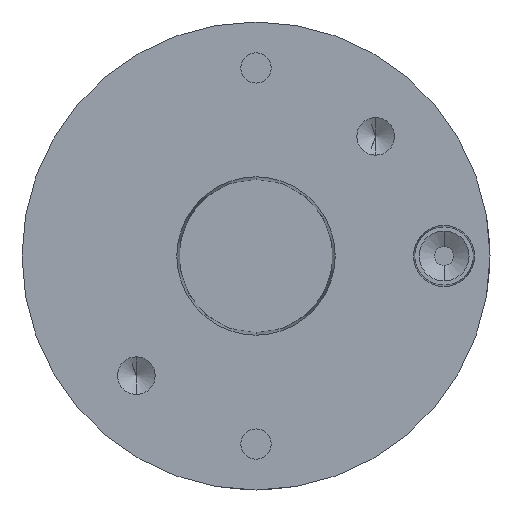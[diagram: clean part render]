
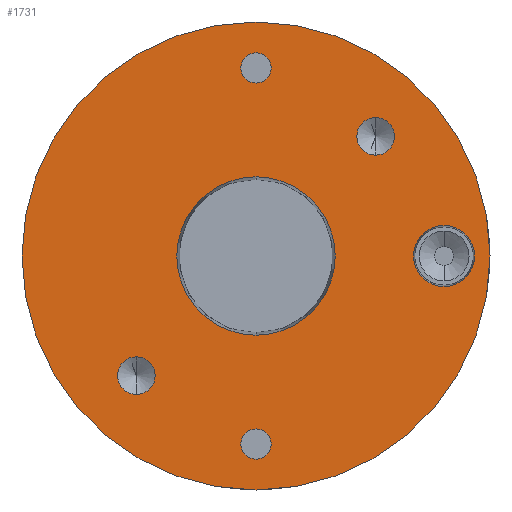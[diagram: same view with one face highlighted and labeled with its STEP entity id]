
A CAD part, front view. The second image highlights one B-rep face of the part: STEP entity #1731.
In plain terms, the highlighted planar face has unit normal (0, -1, 0).
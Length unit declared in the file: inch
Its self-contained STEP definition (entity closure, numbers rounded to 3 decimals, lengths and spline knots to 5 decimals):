
#39 = FACE_BOUND ( 'NONE', #1419, .T. ) ;
#102 = EDGE_CURVE ( 'NONE', #470, #1653, #3130, .T. ) ;
#115 = DIRECTION ( 'NONE',  ( 0., 0., -1. ) ) ;
#173 = EDGE_CURVE ( 'NONE', #2683, #4363, #2529, .T. ) ;
#192 = DIRECTION ( 'NONE',  ( 0., -1., 0. ) ) ;
#246 = AXIS2_PLACEMENT_3D ( 'NONE', #3156, #3989, #3623 ) ;
#249 = DIRECTION ( 'NONE',  ( 0., 0., -1. ) ) ;
#259 = CARTESIAN_POINT ( 'NONE',  ( 0., -1.1875, -1.25 ) ) ;
#279 = FACE_BOUND ( 'NONE', #3276, .T. ) ;
#306 = CIRCLE ( 'NONE', #2866, 0.1005 ) ;
#349 = DIRECTION ( 'NONE',  ( 0., -1., 0. ) ) ;
#376 = AXIS2_PLACEMENT_3D ( 'NONE', #3101, #192, #249 ) ;
#379 = EDGE_CURVE ( 'NONE', #4363, #2683, #1389, .T. ) ;
#413 = DIRECTION ( 'NONE',  ( 0., -1., 0. ) ) ;
#451 = ORIENTED_EDGE ( 'NONE', *, *, #2302, .F. ) ;
#470 = VERTEX_POINT ( 'NONE', #2994 ) ;
#474 = EDGE_CURVE ( 'NONE', #1033, #3708, #2345, .T. ) ;
#629 = PLANE ( 'NONE',  #2028 ) ;
#659 = DIRECTION ( 'NONE',  ( 0., 0., -1. ) ) ;
#662 = EDGE_CURVE ( 'NONE', #2116, #4328, #811, .T. ) ;
#682 = CIRCLE ( 'NONE', #2045, 0.2025 ) ;
#767 = DIRECTION ( 'NONE',  ( 0., 0., -1. ) ) ;
#768 = VERTEX_POINT ( 'NONE', #2241 ) ;
#785 = DIRECTION ( 'NONE',  ( 0., -1., 0. ) ) ;
#788 = DIRECTION ( 'NONE',  ( 0., 0., 1. ) ) ;
#811 = CIRCLE ( 'NONE', #2432, 0.2025 ) ;
#828 = DIRECTION ( 'NONE',  ( 0., 0., -1. ) ) ;
#898 = CARTESIAN_POINT ( 'NONE',  ( 0., -1.1875, 1.3505 ) ) ;
#903 = CIRCLE ( 'NONE', #2091, 1.5555 ) ;
#913 = DIRECTION ( 'NONE',  ( 0., 0., -1. ) ) ;
#927 = CARTESIAN_POINT ( 'NONE',  ( -0.7955, -1.1875, -0.6705 ) ) ;
#1021 = EDGE_CURVE ( 'NONE', #4457, #2737, #2783, .T. ) ;
#1033 = VERTEX_POINT ( 'NONE', #898 ) ;
#1100 = DIRECTION ( 'NONE',  ( 0., -1., 0. ) ) ;
#1153 = EDGE_CURVE ( 'NONE', #3708, #1033, #306, .T. ) ;
#1163 = CARTESIAN_POINT ( 'NONE',  ( 0., -1.1875, -1.5555 ) ) ;
#1179 = CARTESIAN_POINT ( 'NONE',  ( -0.7955, -1.1875, -0.7955 ) ) ;
#1221 = AXIS2_PLACEMENT_3D ( 'NONE', #1357, #1302, #913 ) ;
#1264 = CARTESIAN_POINT ( 'NONE',  ( 0.7955, -1.1875, 0.7955 ) ) ;
#1302 = DIRECTION ( 'NONE',  ( 0., -1., 0. ) ) ;
#1346 = EDGE_CURVE ( 'NONE', #4328, #2116, #682, .T. ) ;
#1357 = CARTESIAN_POINT ( 'NONE',  ( 0.7955, -1.1875, 0.7955 ) ) ;
#1389 = CIRCLE ( 'NONE', #1818, 0.1005 ) ;
#1419 = EDGE_LOOP ( 'NONE', ( #4250, #451 ) ) ;
#1430 = DIRECTION ( 'NONE',  ( 0., 0., -1. ) ) ;
#1605 = EDGE_LOOP ( 'NONE', ( #5333, #3619 ) ) ;
#1613 = EDGE_LOOP ( 'NONE', ( #4777, #2926 ) ) ;
#1653 = VERTEX_POINT ( 'NONE', #2455 ) ;
#1690 = AXIS2_PLACEMENT_3D ( 'NONE', #2988, #2142, #3018 ) ;
#1693 = EDGE_LOOP ( 'NONE', ( #4564, #4508 ) ) ;
#1731 = ADVANCED_FACE ( 'NONE', ( #5079, #39, #4981, #2921, #4326, #279, #2322 ), #629, .F. ) ;
#1776 = CIRCLE ( 'NONE', #1690, 0.125 ) ;
#1818 = AXIS2_PLACEMENT_3D ( 'NONE', #4247, #3898, #1430 ) ;
#1820 = CARTESIAN_POINT ( 'NONE',  ( 0., -1.1875, 1.1495 ) ) ;
#1889 = CARTESIAN_POINT ( 'NONE',  ( 1.25, -1.1875, 0. ) ) ;
#1909 = CIRCLE ( 'NONE', #4949, 0.5264 ) ;
#1961 = CARTESIAN_POINT ( 'NONE',  ( 0., -1.1875, 1.25 ) ) ;
#1993 = CARTESIAN_POINT ( 'NONE',  ( 0., -1.1875, -1.3505 ) ) ;
#1994 = DIRECTION ( 'NONE',  ( 0., 0., -1. ) ) ;
#2028 = AXIS2_PLACEMENT_3D ( 'NONE', #5222, #3505, #3900 ) ;
#2045 = AXIS2_PLACEMENT_3D ( 'NONE', #3299, #2865, #2119 ) ;
#2091 = AXIS2_PLACEMENT_3D ( 'NONE', #3750, #3270, #788 ) ;
#2116 = VERTEX_POINT ( 'NONE', #3811 ) ;
#2119 = DIRECTION ( 'NONE',  ( 0., 0., -1. ) ) ;
#2142 = DIRECTION ( 'NONE',  ( 0., -1., 0. ) ) ;
#2220 = EDGE_CURVE ( 'NONE', #4614, #2904, #2637, .T. ) ;
#2241 = CARTESIAN_POINT ( 'NONE',  ( -0.7955, -1.1875, -0.9205 ) ) ;
#2300 = CARTESIAN_POINT ( 'NONE',  ( 0., -1.1875, 1.5555 ) ) ;
#2302 = EDGE_CURVE ( 'NONE', #3049, #768, #1776, .T. ) ;
#2322 = FACE_OUTER_BOUND ( 'NONE', #3854, .T. ) ;
#2345 = CIRCLE ( 'NONE', #376, 0.1005 ) ;
#2432 = AXIS2_PLACEMENT_3D ( 'NONE', #1889, #349, #4515 ) ;
#2455 = CARTESIAN_POINT ( 'NONE',  ( 0., -1.1875, 0.5264 ) ) ;
#2493 = ORIENTED_EDGE ( 'NONE', *, *, #102, .F. ) ;
#2529 = CIRCLE ( 'NONE', #2786, 0.1005 ) ;
#2637 = CIRCLE ( 'NONE', #246, 1.5555 ) ;
#2673 = CARTESIAN_POINT ( 'NONE',  ( 0., -1.1875, -1.1495 ) ) ;
#2683 = VERTEX_POINT ( 'NONE', #1993 ) ;
#2737 = VERTEX_POINT ( 'NONE', #2746 ) ;
#2746 = CARTESIAN_POINT ( 'NONE',  ( 0.7955, -1.1875, 0.6705 ) ) ;
#2766 = DIRECTION ( 'NONE',  ( 0., 0., -1. ) ) ;
#2783 = CIRCLE ( 'NONE', #4271, 0.125 ) ;
#2786 = AXIS2_PLACEMENT_3D ( 'NONE', #259, #5269, #1994 ) ;
#2865 = DIRECTION ( 'NONE',  ( 0., -1., 0. ) ) ;
#2866 = AXIS2_PLACEMENT_3D ( 'NONE', #1961, #1100, #2766 ) ;
#2904 = VERTEX_POINT ( 'NONE', #1163 ) ;
#2921 = FACE_BOUND ( 'NONE', #3764, .T. ) ;
#2926 = ORIENTED_EDGE ( 'NONE', *, *, #1021, .F. ) ;
#2956 = ORIENTED_EDGE ( 'NONE', *, *, #474, .F. ) ;
#2959 = CARTESIAN_POINT ( 'NONE',  ( 0.7955, -1.1875, 0.9205 ) ) ;
#2988 = CARTESIAN_POINT ( 'NONE',  ( -0.7955, -1.1875, -0.7955 ) ) ;
#2994 = CARTESIAN_POINT ( 'NONE',  ( 0., -1.1875, -0.5264 ) ) ;
#3018 = DIRECTION ( 'NONE',  ( 0., 0., -1. ) ) ;
#3049 = VERTEX_POINT ( 'NONE', #927 ) ;
#3091 = DIRECTION ( 'NONE',  ( 0., -1., 0. ) ) ;
#3101 = CARTESIAN_POINT ( 'NONE',  ( 0., -1.1875, 1.25 ) ) ;
#3130 = CIRCLE ( 'NONE', #4969, 0.5264 ) ;
#3156 = CARTESIAN_POINT ( 'NONE',  ( 0., -1.1875, 0. ) ) ;
#3270 = DIRECTION ( 'NONE',  ( 0., 1., 0. ) ) ;
#3276 = EDGE_LOOP ( 'NONE', ( #2493, #4578 ) ) ;
#3299 = CARTESIAN_POINT ( 'NONE',  ( 1.25, -1.1875, 0. ) ) ;
#3452 = AXIS2_PLACEMENT_3D ( 'NONE', #1179, #413, #767 ) ;
#3499 = EDGE_CURVE ( 'NONE', #768, #3049, #3719, .T. ) ;
#3505 = DIRECTION ( 'NONE',  ( 0., 1., 0. ) ) ;
#3619 = ORIENTED_EDGE ( 'NONE', *, *, #662, .F. ) ;
#3623 = DIRECTION ( 'NONE',  ( 0., 0., 1. ) ) ;
#3708 = VERTEX_POINT ( 'NONE', #1820 ) ;
#3719 = CIRCLE ( 'NONE', #3452, 0.125 ) ;
#3750 = CARTESIAN_POINT ( 'NONE',  ( 0., -1.1875, 0. ) ) ;
#3764 = EDGE_LOOP ( 'NONE', ( #5159, #2956 ) ) ;
#3771 = CARTESIAN_POINT ( 'NONE',  ( 1.25, -1.1875, -0.2025 ) ) ;
#3811 = CARTESIAN_POINT ( 'NONE',  ( 1.25, -1.1875, 0.2025 ) ) ;
#3854 = EDGE_LOOP ( 'NONE', ( #4301, #4046 ) ) ;
#3898 = DIRECTION ( 'NONE',  ( 0., -1., 0. ) ) ;
#3900 = DIRECTION ( 'NONE',  ( 0., 0., 1. ) ) ;
#3901 = EDGE_CURVE ( 'NONE', #2737, #4457, #3990, .T. ) ;
#3989 = DIRECTION ( 'NONE',  ( 0., 1., 0. ) ) ;
#3990 = CIRCLE ( 'NONE', #1221, 0.125 ) ;
#4046 = ORIENTED_EDGE ( 'NONE', *, *, #4824, .F. ) ;
#4230 = EDGE_CURVE ( 'NONE', #1653, #470, #1909, .T. ) ;
#4247 = CARTESIAN_POINT ( 'NONE',  ( 0., -1.1875, -1.25 ) ) ;
#4250 = ORIENTED_EDGE ( 'NONE', *, *, #3499, .F. ) ;
#4271 = AXIS2_PLACEMENT_3D ( 'NONE', #1264, #5051, #115 ) ;
#4301 = ORIENTED_EDGE ( 'NONE', *, *, #2220, .F. ) ;
#4326 = FACE_BOUND ( 'NONE', #1693, .T. ) ;
#4328 = VERTEX_POINT ( 'NONE', #3771 ) ;
#4363 = VERTEX_POINT ( 'NONE', #2673 ) ;
#4457 = VERTEX_POINT ( 'NONE', #2959 ) ;
#4508 = ORIENTED_EDGE ( 'NONE', *, *, #379, .F. ) ;
#4515 = DIRECTION ( 'NONE',  ( 0., 0., -1. ) ) ;
#4564 = ORIENTED_EDGE ( 'NONE', *, *, #173, .F. ) ;
#4578 = ORIENTED_EDGE ( 'NONE', *, *, #4230, .F. ) ;
#4614 = VERTEX_POINT ( 'NONE', #2300 ) ;
#4777 = ORIENTED_EDGE ( 'NONE', *, *, #3901, .F. ) ;
#4824 = EDGE_CURVE ( 'NONE', #2904, #4614, #903, .T. ) ;
#4916 = CARTESIAN_POINT ( 'NONE',  ( 0., -1.1875, 0. ) ) ;
#4949 = AXIS2_PLACEMENT_3D ( 'NONE', #4916, #785, #828 ) ;
#4969 = AXIS2_PLACEMENT_3D ( 'NONE', #5169, #3091, #659 ) ;
#4981 = FACE_BOUND ( 'NONE', #1605, .T. ) ;
#5051 = DIRECTION ( 'NONE',  ( 0., -1., 0. ) ) ;
#5079 = FACE_BOUND ( 'NONE', #1613, .T. ) ;
#5159 = ORIENTED_EDGE ( 'NONE', *, *, #1153, .F. ) ;
#5169 = CARTESIAN_POINT ( 'NONE',  ( 0., -1.1875, 0. ) ) ;
#5222 = CARTESIAN_POINT ( 'NONE',  ( 1.5555, -1.1875, 0. ) ) ;
#5269 = DIRECTION ( 'NONE',  ( 0., -1., 0. ) ) ;
#5333 = ORIENTED_EDGE ( 'NONE', *, *, #1346, .F. ) ;
